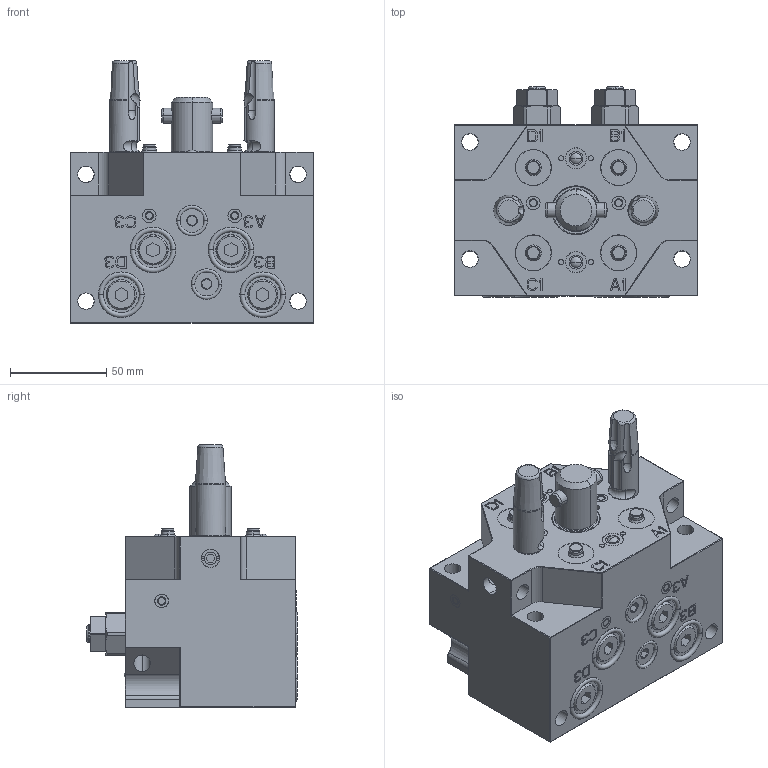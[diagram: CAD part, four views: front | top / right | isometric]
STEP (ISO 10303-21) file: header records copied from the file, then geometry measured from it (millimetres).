
FILE_DESCRIPTION((''),'2;1');
FILE_NAME('ILC56001000','2023-07-28T07:09:15',('BCoats'),(''),'CREO PARAMETRIC BY PTC INC, 2021164','CREO PARAMETRIC BY PTC INC, 2021164','');
FILE_SCHEMA(('AUTOMOTIVE_DESIGN { 1 0 10303 214 1 1 1 1 }'));
Products named in the file (1): ILC56001000
Bounding box: 127 x 109.47 x 136.53 mm (x, y, z)
Volume: 911669.2 mm3; surface area: 108880.9 mm2
Topology: 9 solids, 9 shells, 2480 faces, 6136 edges, 3915 vertices
Faces by surface type: plane 1617, cone 439, cylinder 317, torus 86, sphere 12, bspline 9
Entity records: 115029 total; most frequent: CARTESIAN_POINT 38549, ORIENTED_EDGE 12220, DIRECTION 12104, EDGE_CURVE 6110, VECTOR 4351, LINE 4351, VERTEX_POINT 3915, AXIS2_PLACEMENT_3D 3875
